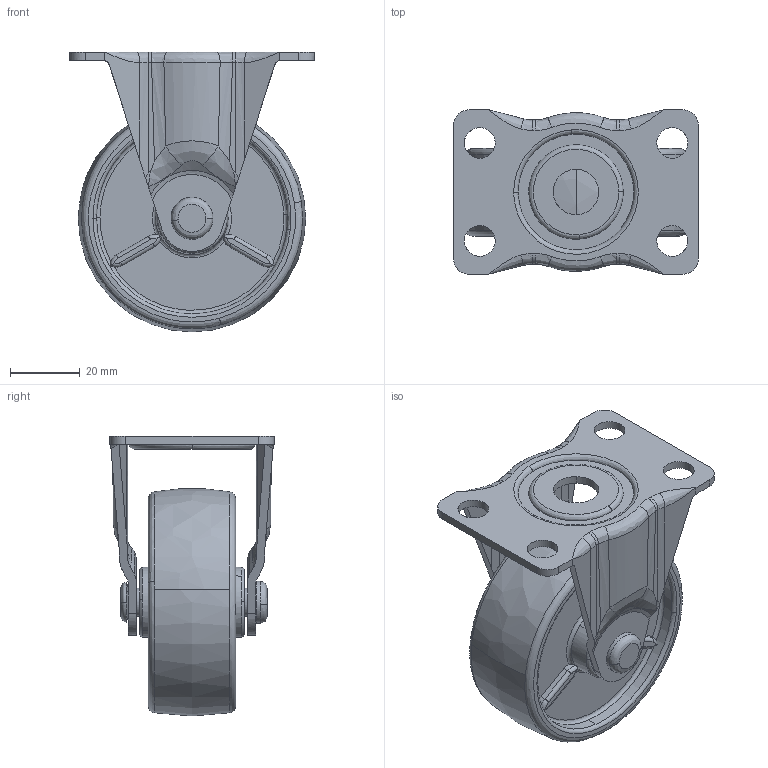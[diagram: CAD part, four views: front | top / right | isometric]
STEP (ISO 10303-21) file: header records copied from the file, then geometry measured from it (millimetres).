
FILE_DESCRIPTION((''),'2;1');
FILE_NAME('','2006-01-18T13:44:09',(''),(''),'','CADfix','');
FILE_SCHEMA(('AUTOMOTIVE_DESIGN'));
Length unit declared in the file: millimetre
Products named in the file (4): wheel; body; axle; No_420_R_N65_5_13354_36
Assembly tree (3 placements, depth 2):
  No_420_R_N65_5_13354_36
    wheel
    body
    axle
Bounding box: 70 x 47 x 80 mm (x, y, z)
Volume: 77745.8 mm3; surface area: 29305 mm2
Topology: 3 solids, 3 shells, 270 faces, 848 edges, 584 vertices
Faces by surface type: bspline 270
Entity records: 14857 total; most frequent: CARTESIAN_POINT 9888, ORIENTED_EDGE 1680, EDGE_CURVE 840, B_SPLINE_CURVE_WITH_KNOTS 594, VERTEX_POINT 584, EDGE_LOOP 294, FACE_OUTER_BOUND 270, ADVANCED_FACE 270
